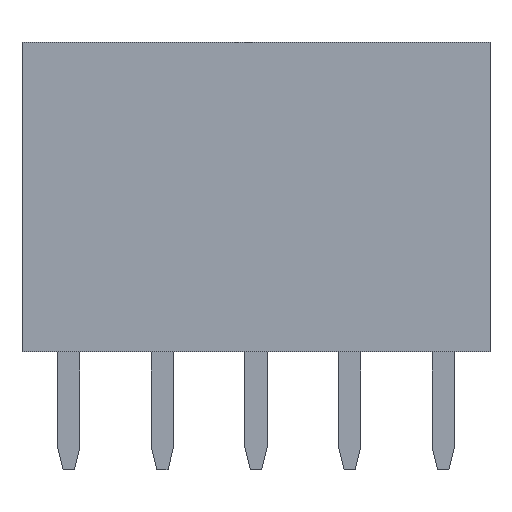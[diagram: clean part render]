
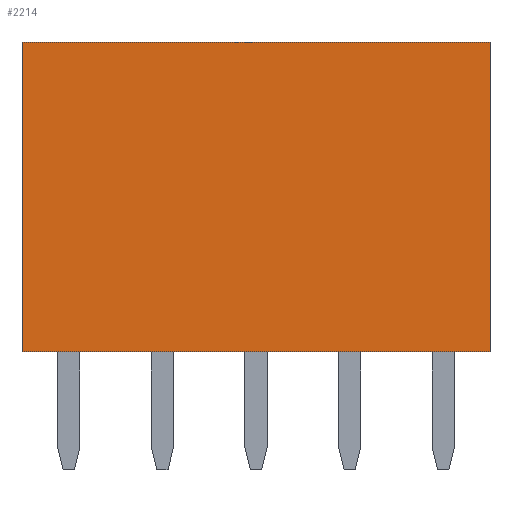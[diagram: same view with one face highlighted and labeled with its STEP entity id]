
A CAD part, top view. The second image highlights one B-rep face of the part: STEP entity #2214.
In plain terms, the highlighted planar face has unit normal (0, 0, 1).
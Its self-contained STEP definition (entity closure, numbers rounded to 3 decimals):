
#430=CARTESIAN_POINT('',(11.43,8.4,1.27));
#431=VERTEX_POINT('',#430);
#438=CARTESIAN_POINT('',(11.43,0.0,1.27));
#439=VERTEX_POINT('',#438);
#440=CARTESIAN_POINT('',(11.43,0.0,1.27));
#441=DIRECTION('',(0.0,1.0,0.0));
#442=VECTOR('',#441,8.4);
#443=LINE('',#440,#442);
#444=EDGE_CURVE('',#439,#431,#443,.T.);
#1796=CARTESIAN_POINT('',(-1.27,8.4,1.27));
#1797=VERTEX_POINT('',#1796);
#1798=CARTESIAN_POINT('',(11.43,8.4,1.27));
#1799=DIRECTION('',(-1.0,0.0,0.0));
#1800=VECTOR('',#1799,12.7);
#1801=LINE('',#1798,#1800);
#1802=EDGE_CURVE('',#431,#1797,#1801,.T.);
#2128=CARTESIAN_POINT('',(-1.27,0.0,1.27));
#2129=VERTEX_POINT('',#2128);
#2130=CARTESIAN_POINT('',(-1.27,0.0,1.27));
#2131=DIRECTION('',(1.0,0.0,0.0));
#2132=VECTOR('',#2131,12.7);
#2133=LINE('',#2130,#2132);
#2134=EDGE_CURVE('',#2129,#439,#2133,.T.);
#2198=CARTESIAN_POINT('',(1.27,0.0,1.27));
#2199=DIRECTION('',(0.0,0.0,1.0));
#2200=DIRECTION('',(1.0,0.0,0.0));
#2201=AXIS2_PLACEMENT_3D('',#2198,#2199,#2200);
#2202=PLANE('',#2201);
#2203=ORIENTED_EDGE('',*,*,#1802,.T.);
#2204=CARTESIAN_POINT('',(-1.27,0.0,1.27));
#2205=DIRECTION('',(0.0,1.0,0.0));
#2206=VECTOR('',#2205,8.4);
#2207=LINE('',#2204,#2206);
#2208=EDGE_CURVE('',#2129,#1797,#2207,.T.);
#2209=ORIENTED_EDGE('',*,*,#2208,.F.);
#2210=ORIENTED_EDGE('',*,*,#2134,.T.);
#2211=ORIENTED_EDGE('',*,*,#444,.T.);
#2212=EDGE_LOOP('',(#2203,#2209,#2210,#2211));
#2213=FACE_OUTER_BOUND('',#2212,.T.);
#2214=ADVANCED_FACE('',(#2213),#2202,.T.);
